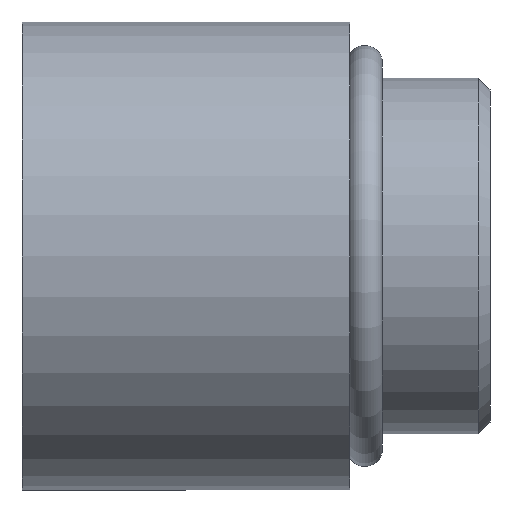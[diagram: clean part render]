
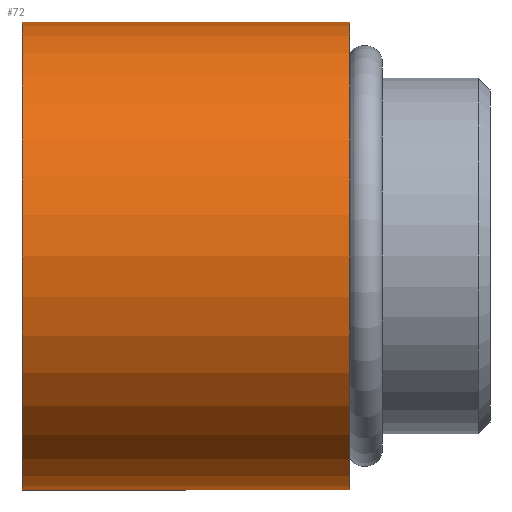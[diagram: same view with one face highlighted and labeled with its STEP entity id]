
A CAD part, left-side view. The second image highlights one B-rep face of the part: STEP entity #72.
In plain terms, the highlighted cylindrical face has radius 10 mm (diameter 20 mm), a partial arc.
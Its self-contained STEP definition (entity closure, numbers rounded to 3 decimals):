
#4 = CIRCLE ( 'NONE', #515, 10. ) ;
#14 = CIRCLE ( 'NONE', #415, 10. ) ;
#34 = EDGE_CURVE ( 'NONE', #104, #105, #14, .T. ) ;
#38 = EDGE_CURVE ( 'NONE', #102, #105, #261, .T. ) ;
#48 = EDGE_CURVE ( 'NONE', #103, #104, #291, .T. ) ;
#51 = EDGE_CURVE ( 'NONE', #103, #102, #4, .T. ) ;
#72 = ADVANCED_FACE ( 'NONE', ( #459 ), #460, .T. ) ;
#102 = VERTEX_POINT ( 'NONE', #577 ) ;
#103 = VERTEX_POINT ( 'NONE', #578 ) ;
#104 = VERTEX_POINT ( 'NONE', #579 ) ;
#105 = VERTEX_POINT ( 'NONE', #580 ) ;
#119 = ORIENTED_EDGE ( 'NONE', *, *, #34, .F. ) ;
#149 = ORIENTED_EDGE ( 'NONE', *, *, #48, .F. ) ;
#150 = ORIENTED_EDGE ( 'NONE', *, *, #51, .T. ) ;
#151 = ORIENTED_EDGE ( 'NONE', *, *, #38, .T. ) ;
#188 = EDGE_LOOP ( 'NONE', ( #149, #150, #151, #119 ) ) ;
#248 = CARTESIAN_POINT ( 'NONE',  ( 0., -2., 0. ) ) ;
#249 = DIRECTION ( 'NONE',  ( 0., -1., 0. ) ) ;
#250 = DIRECTION ( 'NONE',  ( 0., 0., -1. ) ) ;
#261 = LINE ( 'NONE', #262, #518 ) ;
#262 = CARTESIAN_POINT ( 'NONE',  ( 0., -10.273, -10. ) ) ;
#263 = DIRECTION ( 'NONE',  ( 0., -1., 0. ) ) ;
#291 = LINE ( 'NONE', #292, #505 ) ;
#292 = CARTESIAN_POINT ( 'NONE',  ( 0., -10.273, 10. ) ) ;
#293 = DIRECTION ( 'NONE',  ( 0., -1., 0. ) ) ;
#299 = CARTESIAN_POINT ( 'NONE',  ( 0., 12., 0. ) ) ;
#300 = DIRECTION ( 'NONE',  ( 0., -1., 0. ) ) ;
#301 = DIRECTION ( 'NONE',  ( 0., 0., -1. ) ) ;
#365 = CARTESIAN_POINT ( 'NONE',  ( 0., -10.273, 0. ) ) ;
#415 = AXIS2_PLACEMENT_3D ( 'NONE', #248, #249, #250 ) ;
#455 = AXIS2_PLACEMENT_3D ( 'NONE', #365, #522, #523 ) ;
#459 = FACE_OUTER_BOUND ( 'NONE', #188, .T. ) ;
#460 = CYLINDRICAL_SURFACE ( 'NONE', #455, 10. ) ;
#505 = VECTOR ( 'NONE', #293, 1000. ) ;
#515 = AXIS2_PLACEMENT_3D ( 'NONE', #299, #300, #301 ) ;
#518 = VECTOR ( 'NONE', #263, 1000. ) ;
#522 = DIRECTION ( 'NONE',  ( 0., -1., 0. ) ) ;
#523 = DIRECTION ( 'NONE',  ( 0., 0., -1. ) ) ;
#577 = CARTESIAN_POINT ( 'NONE',  ( 0., 12., -10. ) ) ;
#578 = CARTESIAN_POINT ( 'NONE',  ( 0., 12., 10. ) ) ;
#579 = CARTESIAN_POINT ( 'NONE',  ( 0., -2., 10. ) ) ;
#580 = CARTESIAN_POINT ( 'NONE',  ( 0., -2., -10. ) ) ;
